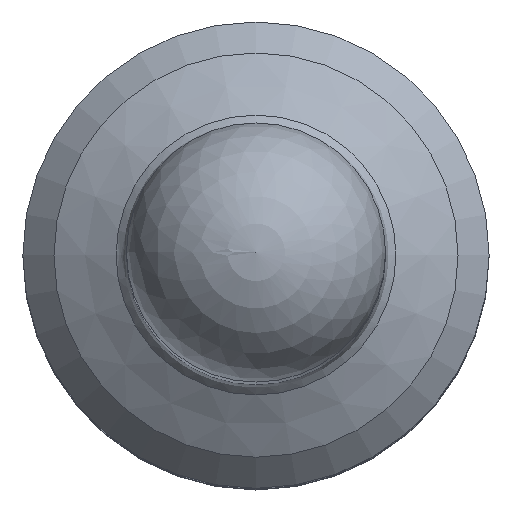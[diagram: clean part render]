
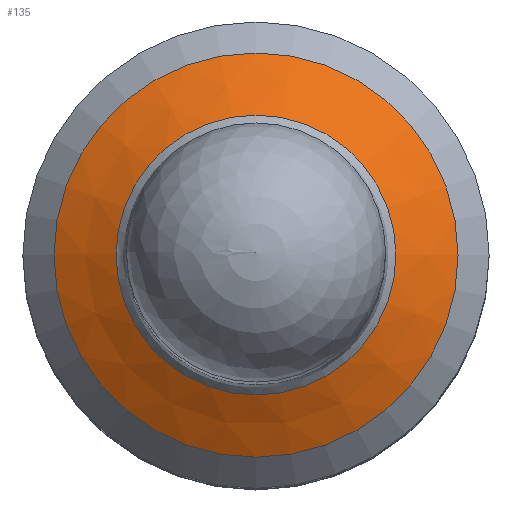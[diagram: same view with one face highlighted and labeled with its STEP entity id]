
A CAD part, top view. The second image highlights one B-rep face of the part: STEP entity #135.
In plain terms, the highlighted conical face has half-angle 60 degrees and reference radius 1.35 mm.
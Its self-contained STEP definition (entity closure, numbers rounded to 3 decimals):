
#70=CONICAL_SURFACE('',#370,1.35,60.);
#83=CIRCLE('',#368,1.35);
#84=CIRCLE('',#369,1.95);
#105=FACE_BOUND('',#175,.T.);
#106=FACE_BOUND('',#176,.T.);
#135=ADVANCED_FACE('',(#105,#106),#70,.T.);
#175=EDGE_LOOP('',(#238));
#176=EDGE_LOOP('',(#239));
#238=ORIENTED_EDGE('',*,*,#310,.F.);
#239=ORIENTED_EDGE('',*,*,#309,.T.);
#281=VERTEX_POINT('',#615);
#282=VERTEX_POINT('',#638);
#309=EDGE_CURVE('',#281,#281,#83,.T.);
#310=EDGE_CURVE('',#282,#282,#84,.T.);
#368=AXIS2_PLACEMENT_3D('',#614,#423,#424);
#369=AXIS2_PLACEMENT_3D('',#637,#425,#426);
#370=AXIS2_PLACEMENT_3D('',#639,#427,#428);
#423=DIRECTION('',(0.,0.,-1.));
#424=DIRECTION('',(-1.,0.,0.));
#425=DIRECTION('',(0.,0.,-1.));
#426=DIRECTION('',(-1.,0.,0.));
#427=DIRECTION('',(0.,0.,-1.));
#428=DIRECTION('',(-1.,0.,0.));
#614=CARTESIAN_POINT('',(0.,0.,9.842));
#615=CARTESIAN_POINT('',(-1.35,0.,9.842));
#637=CARTESIAN_POINT('',(0.,0.,9.496));
#638=CARTESIAN_POINT('',(-1.95,0.,9.496));
#639=CARTESIAN_POINT('',(0.,0.,9.842));
